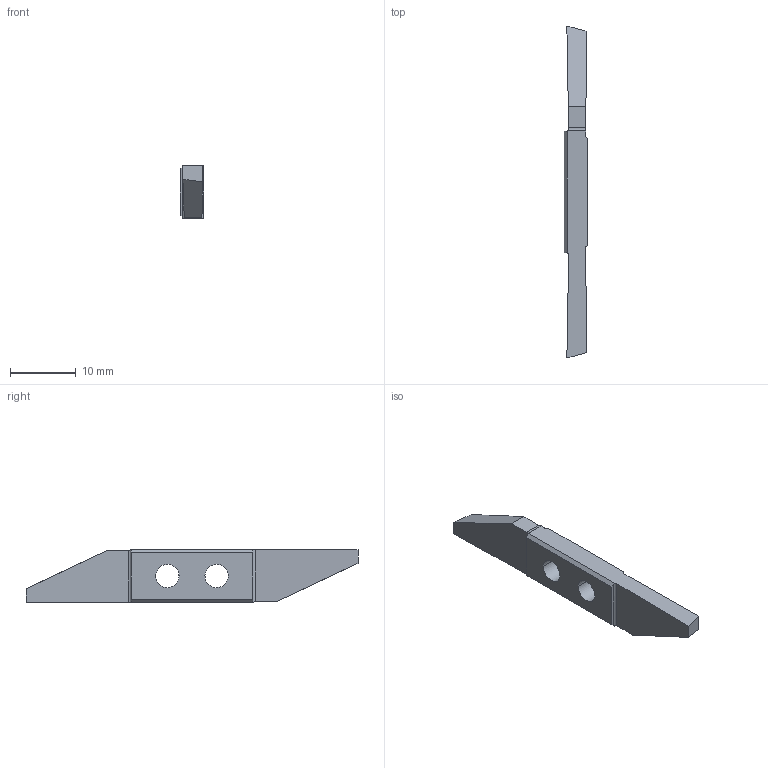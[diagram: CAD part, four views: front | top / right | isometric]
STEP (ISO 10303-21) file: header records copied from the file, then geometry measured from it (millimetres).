
FILE_DESCRIPTION(('CAx-IF Rec.Pracs.---Representation and Presentation of Product Manufacturing Information (PMI)---4.0---2014-10-13'),'2;1');
FILE_NAME('xxxCUT-3002-01-15','2023-11-27T10:47:39',(''),(''),'2023.1.2304.10','SolidWorks 2023 SP4 || FormatWorks Professional',' ');
FILE_SCHEMA(('AP242_MANAGED_MODEL_BASED_3D_ENGINEERING_MIM_LF { 1 0 10303 442 3 1 4 }'));
Length unit declared in the file: millimetre
Products named in the file (1): xxxCUT-3002-01-15
Bounding box: 3.6 x 50.5 x 8 mm (x, y, z)
Volume: 944.7 mm3; surface area: 1021.2 mm2
Topology: 1 solids, 1 shells, 28 faces, 78 edges, 52 vertices
Faces by surface type: plane 18, cylinder 10
Entity records: 2445 total; most frequent: CARTESIAN_POINT 246, COLOUR_RGB 186, FILL_AREA_STYLE_COLOUR 186, FILL_AREA_STYLE 186, SURFACE_STYLE_FILL_AREA 186, SURFACE_SIDE_STYLE 186, SURFACE_STYLE_USAGE 186, PRESENTATION_STYLE_ASSIGNMENT 186
